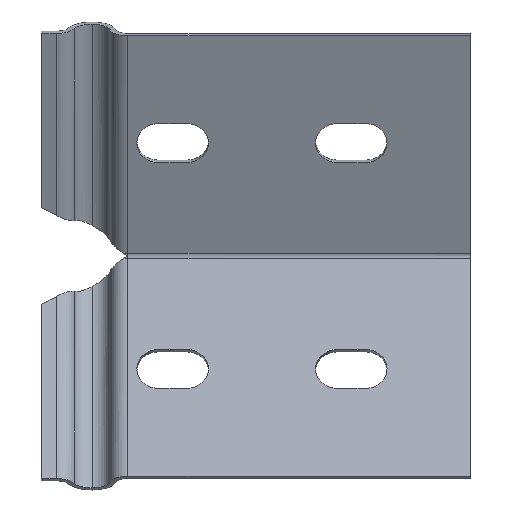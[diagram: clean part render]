
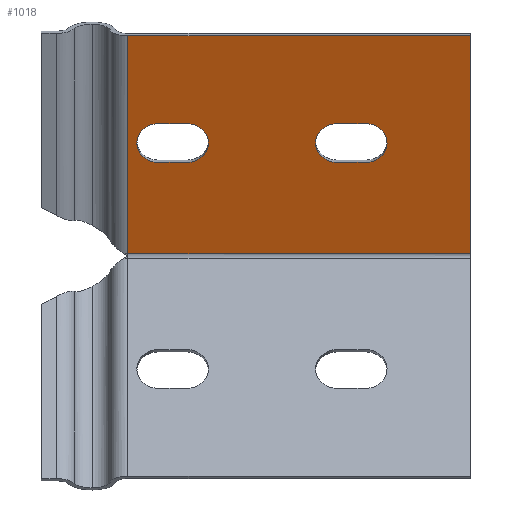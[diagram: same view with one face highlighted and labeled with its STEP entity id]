
A CAD part, left-side view. The second image highlights one B-rep face of the part: STEP entity #1018.
In plain terms, the highlighted planar face has unit normal (-0.924, 0, -0.383).
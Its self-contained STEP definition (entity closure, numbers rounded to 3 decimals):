
#66=FACE_BOUND('',#172,.T.);
#67=FACE_BOUND('',#173,.T.);
#74=CIRCLE('',#1097,3.5);
#75=CIRCLE('',#1098,3.5);
#76=CIRCLE('',#1099,3.5);
#77=CIRCLE('',#1100,3.5);
#116=FACE_OUTER_BOUND('',#171,.T.);
#171=EDGE_LOOP('',(#645,#646,#647,#648));
#172=EDGE_LOOP('',(#649,#650,#651,#652));
#173=EDGE_LOOP('',(#653,#654,#655,#656));
#234=LINE('',#1520,#319);
#235=LINE('',#1522,#320);
#236=LINE('',#1524,#321);
#237=LINE('',#1525,#322);
#238=LINE('',#1530,#323);
#239=LINE('',#1533,#324);
#240=LINE('',#1538,#325);
#241=LINE('',#1541,#326);
#319=VECTOR('',#1211,10.);
#320=VECTOR('',#1212,10.);
#321=VECTOR('',#1213,10.);
#322=VECTOR('',#1214,10.);
#323=VECTOR('',#1217,10.);
#324=VECTOR('',#1220,10.);
#325=VECTOR('',#1223,10.);
#326=VECTOR('',#1226,10.);
#404=VERTEX_POINT('',#1518);
#405=VERTEX_POINT('',#1519);
#406=VERTEX_POINT('',#1521);
#407=VERTEX_POINT('',#1523);
#408=VERTEX_POINT('',#1526);
#409=VERTEX_POINT('',#1527);
#410=VERTEX_POINT('',#1529);
#411=VERTEX_POINT('',#1531);
#412=VERTEX_POINT('',#1534);
#413=VERTEX_POINT('',#1535);
#414=VERTEX_POINT('',#1537);
#415=VERTEX_POINT('',#1539);
#498=EDGE_CURVE('',#404,#405,#234,.T.);
#499=EDGE_CURVE('',#406,#405,#235,.T.);
#500=EDGE_CURVE('',#407,#406,#236,.T.);
#501=EDGE_CURVE('',#407,#404,#237,.T.);
#502=EDGE_CURVE('',#408,#409,#74,.T.);
#503=EDGE_CURVE('',#409,#410,#238,.T.);
#504=EDGE_CURVE('',#410,#411,#75,.T.);
#505=EDGE_CURVE('',#411,#408,#239,.T.);
#506=EDGE_CURVE('',#412,#413,#76,.T.);
#507=EDGE_CURVE('',#413,#414,#240,.T.);
#508=EDGE_CURVE('',#414,#415,#77,.T.);
#509=EDGE_CURVE('',#415,#412,#241,.T.);
#645=ORIENTED_EDGE('',*,*,#498,.T.);
#646=ORIENTED_EDGE('',*,*,#499,.F.);
#647=ORIENTED_EDGE('',*,*,#500,.F.);
#648=ORIENTED_EDGE('',*,*,#501,.T.);
#649=ORIENTED_EDGE('',*,*,#502,.T.);
#650=ORIENTED_EDGE('',*,*,#503,.T.);
#651=ORIENTED_EDGE('',*,*,#504,.T.);
#652=ORIENTED_EDGE('',*,*,#505,.T.);
#653=ORIENTED_EDGE('',*,*,#506,.T.);
#654=ORIENTED_EDGE('',*,*,#507,.T.);
#655=ORIENTED_EDGE('',*,*,#508,.T.);
#656=ORIENTED_EDGE('',*,*,#509,.T.);
#939=PLANE('',#1096);
#1018=ADVANCED_FACE('',(#116,#66,#67),#939,.T.);
#1096=AXIS2_PLACEMENT_3D('',#1517,#1209,#1210);
#1097=AXIS2_PLACEMENT_3D('',#1528,#1215,#1216);
#1098=AXIS2_PLACEMENT_3D('',#1532,#1218,#1219);
#1099=AXIS2_PLACEMENT_3D('',#1536,#1221,#1222);
#1100=AXIS2_PLACEMENT_3D('',#1540,#1224,#1225);
#1209=DIRECTION('center_axis',(-0.924,0.,
-0.383));
#1210=DIRECTION('ref_axis',(0.,1.,0.));
#1211=DIRECTION('',(0.,-1.,0.));
#1212=DIRECTION('',(0.383,0.,-0.924));
#1213=DIRECTION('',(0.,-1.,0.));
#1214=DIRECTION('',(0.383,0.,-0.924));
#1215=DIRECTION('center_axis',(0.924,0.,
0.383));
#1216=DIRECTION('ref_axis',(-0.383,0.,0.924));
#1217=DIRECTION('',(0.,1.,0.));
#1218=DIRECTION('center_axis',(0.924,0.,
0.383));
#1219=DIRECTION('ref_axis',(0.383,0.,-0.924));
#1220=DIRECTION('',(0.,-1.,0.));
#1221=DIRECTION('center_axis',(0.924,0.,
0.383));
#1222=DIRECTION('ref_axis',(0.383,0.,-0.924));
#1223=DIRECTION('',(0.,-1.,0.));
#1224=DIRECTION('center_axis',(0.924,0.,
0.383));
#1225=DIRECTION('ref_axis',(-0.383,0.,0.924));
#1226=DIRECTION('',(0.,1.,0.));
#1517=CARTESIAN_POINT('Origin',(-15.233,0.,
-3.025));
#1518=CARTESIAN_POINT('',(-0.076,57.5,-39.617));
#1519=CARTESIAN_POINT('',(-0.076,0.,-39.617));
#1520=CARTESIAN_POINT('',(-0.076,0.,-39.617));
#1521=CARTESIAN_POINT('',(-15.233,0.,-3.025));
#1522=CARTESIAN_POINT('',(-15.233,0.,-3.025));
#1523=CARTESIAN_POINT('',(-15.233,57.5,-3.025));
#1524=CARTESIAN_POINT('',(-15.233,57.5,-3.025));
#1525=CARTESIAN_POINT('',(-15.233,57.5,-3.025));
#1526=CARTESIAN_POINT('',(-9.11,47.5,-17.807));
#1527=CARTESIAN_POINT('',(-6.431,47.5,-24.274));
#1528=CARTESIAN_POINT('Origin',(-7.771,47.5,-21.041));
#1529=CARTESIAN_POINT('',(-6.431,52.5,-24.274));
#1530=CARTESIAN_POINT('',(-6.431,26.25,-24.274));
#1531=CARTESIAN_POINT('',(-9.11,52.5,-17.807));
#1532=CARTESIAN_POINT('Origin',(-7.771,52.5,-21.041));
#1533=CARTESIAN_POINT('',(-9.11,23.75,-17.807));
#1534=CARTESIAN_POINT('',(-6.431,22.5,-24.274));
#1535=CARTESIAN_POINT('',(-9.11,22.5,-17.807));
#1536=CARTESIAN_POINT('Origin',(-7.771,22.5,-21.041));
#1537=CARTESIAN_POINT('',(-9.11,17.5,-17.807));
#1538=CARTESIAN_POINT('',(-9.11,8.75,-17.807));
#1539=CARTESIAN_POINT('',(-6.431,17.5,-24.274));
#1540=CARTESIAN_POINT('Origin',(-7.771,17.5,-21.041));
#1541=CARTESIAN_POINT('',(-6.431,11.25,-24.274));
